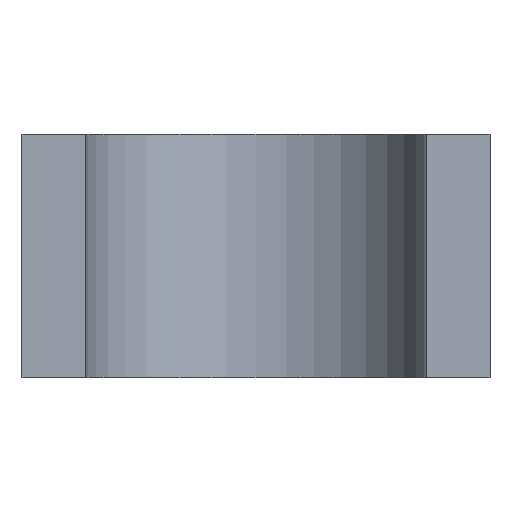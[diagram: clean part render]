
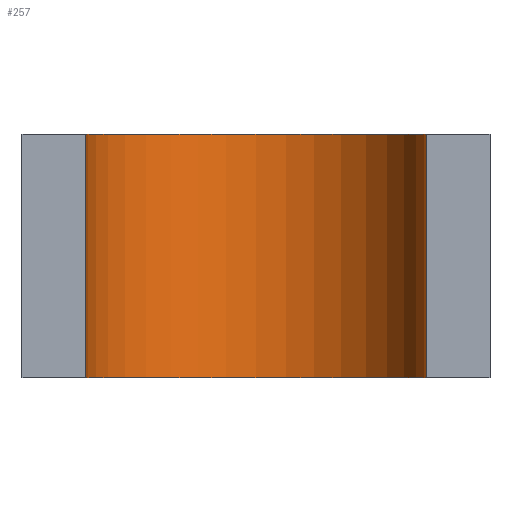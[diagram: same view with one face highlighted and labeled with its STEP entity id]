
A CAD part, left-side view. The second image highlights one B-rep face of the part: STEP entity #257.
In plain terms, the highlighted cylindrical face has radius 17.5 mm (diameter 35 mm), a partial arc.
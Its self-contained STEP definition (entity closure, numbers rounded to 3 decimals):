
#117=VERTEX_POINT('',#308);
#135=EDGE_CURVE('',#117,#241,#327,.T.);
#173=EDGE_CURVE('',#183,#243,#366,.T.);
#183=VERTEX_POINT('',#378);
#217=EDGE_CURVE('',#243,#117,#414,.T.);
#241=VERTEX_POINT('',#441);
#243=VERTEX_POINT('',#443);
#257=ADVANCED_FACE('',(#460),#461,.F.);
#275=EDGE_CURVE('',#183,#241,#482,.T.);
#308=CARTESIAN_POINT('',(20.0,17.5,25.));
#327=CIRCLE('',#538,17.5);
#366=CIRCLE('',#597,17.5);
#378=CARTESIAN_POINT('',(20.0,-17.5,0.));
#414=LINE('',#666,#667);
#441=CARTESIAN_POINT('',(20.0,-17.5,25.));
#443=CARTESIAN_POINT('',(20.0,17.5,0.));
#460=FACE_OUTER_BOUND('',#722,.T.);
#461=CYLINDRICAL_SURFACE('',#723,17.5);
#482=LINE('',#750,#751);
#538=AXIS2_PLACEMENT_3D('',#796,#797,#798);
#597=AXIS2_PLACEMENT_3D('',#819,#820,#821);
#666=CARTESIAN_POINT('',(20.0,17.5,0.));
#667=VECTOR('',#864,1.0);
#722=EDGE_LOOP('',(#923,#924,#925,#926));
#723=AXIS2_PLACEMENT_3D('',#927,#928,#929);
#750=CARTESIAN_POINT('',(20.0,-17.5,0.));
#751=VECTOR('',#959,1.0);
#796=CARTESIAN_POINT('',(20.0,0.,25.0));
#797=DIRECTION('',(0.0,0.0,-1.0));
#798=DIRECTION('',(0.,1.0,0.0));
#819=CARTESIAN_POINT('',(20.0,0.,0.));
#820=DIRECTION('',(0.0,-0.0,1.0));
#821=DIRECTION('',(0.,1.0,0.0));
#864=DIRECTION('',(0.,0.,1.0));
#923=ORIENTED_EDGE('',*,*,#135,.F.);
#924=ORIENTED_EDGE('',*,*,#217,.F.);
#925=ORIENTED_EDGE('',*,*,#173,.F.);
#926=ORIENTED_EDGE('',*,*,#275,.T.);
#927=CARTESIAN_POINT('',(20.0,0.0,0.));
#928=DIRECTION('',(0.,0.,-1.0));
#929=DIRECTION('',(0.,1.0,0.));
#959=DIRECTION('',(0.,0.,1.0));
